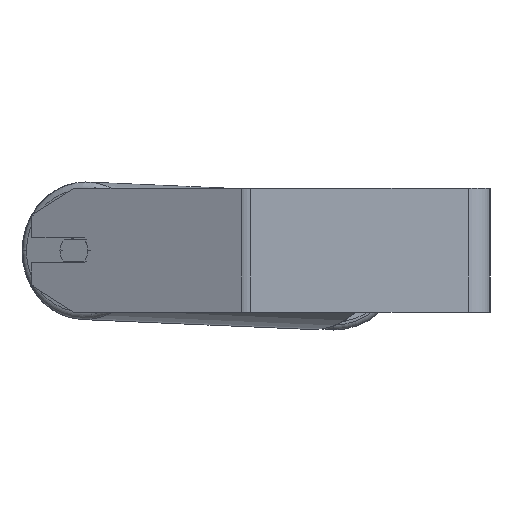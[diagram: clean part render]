
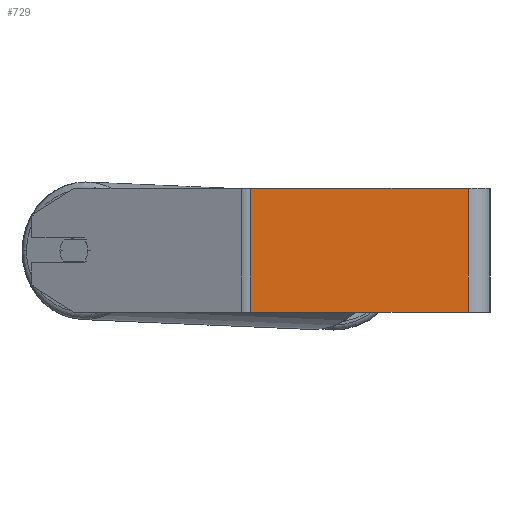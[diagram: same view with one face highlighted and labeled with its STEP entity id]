
A CAD part, left-side view. The second image highlights one B-rep face of the part: STEP entity #729.
In plain terms, the highlighted planar face has unit normal (-1, 0, 0).
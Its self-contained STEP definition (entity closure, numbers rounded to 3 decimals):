
#250 = VERTEX_POINT ( 'NONE', #6143 ) ;
#348 = EDGE_CURVE ( 'NONE', #5655, #4021, #4907, .T. ) ;
#729 = ADVANCED_FACE ( 'NONE', ( #6309 ), #1631, .F. ) ;
#836 = VECTOR ( 'NONE', #5569, 1000. ) ;
#858 = EDGE_CURVE ( 'NONE', #4021, #8682, #5737, .T. ) ;
#921 = DIRECTION ( 'NONE',  ( 0., 0., -1. ) ) ;
#1168 = CARTESIAN_POINT ( 'NONE',  ( -605., 154.879, 40. ) ) ;
#1552 = EDGE_CURVE ( 'NONE', #250, #8682, #1928, .T. ) ;
#1611 = CARTESIAN_POINT ( 'NONE',  ( -605., 14., 40. ) ) ;
#1631 = PLANE ( 'NONE',  #4376 ) ;
#1928 = LINE ( 'NONE', #7978, #4647 ) ;
#2795 = CARTESIAN_POINT ( 'NONE',  ( -605., 154.879, 40. ) ) ;
#2855 = DIRECTION ( 'NONE',  ( 0., 0., -1. ) ) ;
#3029 = EDGE_CURVE ( 'NONE', #5655, #250, #7879, .T. ) ;
#3092 = CARTESIAN_POINT ( 'NONE',  ( -605., 14., -40. ) ) ;
#3331 = ORIENTED_EDGE ( 'NONE', *, *, #1552, .T. ) ;
#3651 = VECTOR ( 'NONE', #2855, 1000. ) ;
#3924 = DIRECTION ( 'NONE',  ( 0., -1., 0. ) ) ;
#3997 = ORIENTED_EDGE ( 'NONE', *, *, #348, .F. ) ;
#4021 = VERTEX_POINT ( 'NONE', #5545 ) ;
#4328 = DIRECTION ( 'NONE',  ( 1., 0., 0. ) ) ;
#4376 = AXIS2_PLACEMENT_3D ( 'NONE', #7723, #4328, #921 ) ;
#4534 = VECTOR ( 'NONE', #4661, 1000. ) ;
#4572 = ORIENTED_EDGE ( 'NONE', *, *, #3029, .T. ) ;
#4647 = VECTOR ( 'NONE', #3924, 1000. ) ;
#4661 = DIRECTION ( 'NONE',  ( 0., 0., -1. ) ) ;
#4907 = LINE ( 'NONE', #5701, #836 ) ;
#5545 = CARTESIAN_POINT ( 'NONE',  ( -605., 14., 40. ) ) ;
#5569 = DIRECTION ( 'NONE',  ( 0., -1., 0. ) ) ;
#5655 = VERTEX_POINT ( 'NONE', #2795 ) ;
#5701 = CARTESIAN_POINT ( 'NONE',  ( -605., 157.983, 40. ) ) ;
#5737 = LINE ( 'NONE', #1611, #3651 ) ;
#6143 = CARTESIAN_POINT ( 'NONE',  ( -605., 154.879, -40. ) ) ;
#6309 = FACE_OUTER_BOUND ( 'NONE', #8321, .T. ) ;
#7723 = CARTESIAN_POINT ( 'NONE',  ( -605., 157.983, 40. ) ) ;
#7879 = LINE ( 'NONE', #1168, #4534 ) ;
#7978 = CARTESIAN_POINT ( 'NONE',  ( -605., 157.983, -40. ) ) ;
#8308 = ORIENTED_EDGE ( 'NONE', *, *, #858, .F. ) ;
#8321 = EDGE_LOOP ( 'NONE', ( #3331, #8308, #3997, #4572 ) ) ;
#8682 = VERTEX_POINT ( 'NONE', #3092 ) ;
